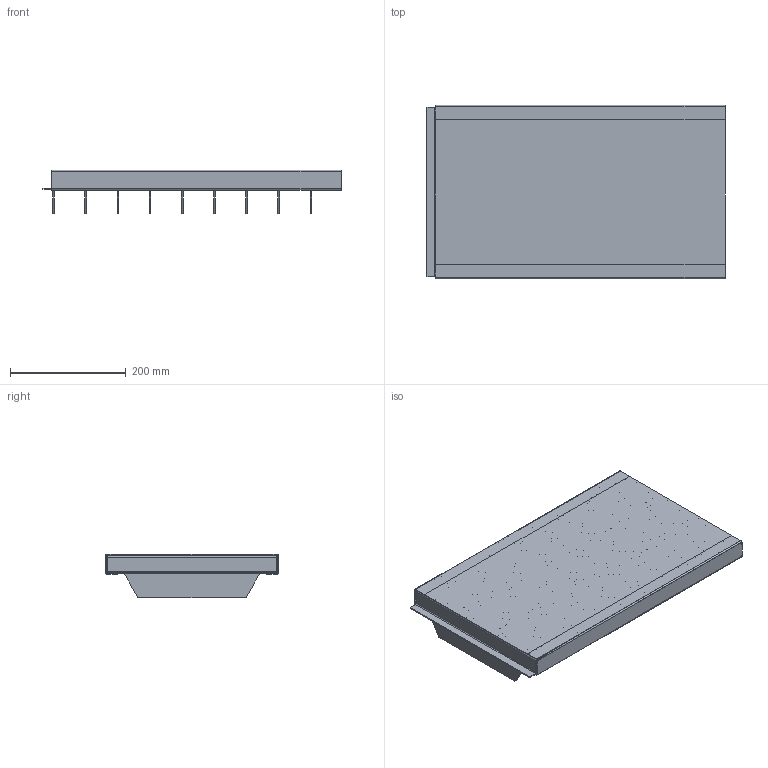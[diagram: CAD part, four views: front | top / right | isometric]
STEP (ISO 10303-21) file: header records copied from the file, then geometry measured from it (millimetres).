
FILE_DESCRIPTION(/* description */ (''),/* implementation_level */ '2;1');
FILE_NAME(/* name */ '4009003016322-Lochblechabdeckung 0,5m - schwer verstärkt.stp',/* time_stamp */ '2015-11-18T15:00:21+01:00',/* author */ ('dpurucker'),/* organization */ (''),/* preprocessor_version */ 'ST-DEVELOPER v15.6',/* originating_system */ 'Autodesk Inventor 2015',/* authorisation */ '');
FILE_SCHEMA (('AUTOMOTIVE_DESIGN { 1 0 10303 214 3 1 1 }'));
Length unit declared in the file: millimetre
Products named in the file (8): Lochblechgehäuse 1,25mm-B299-L500; Pervorierung; Trägerprofil; Lochblechabdeckung 0,5m; Lochblechabdeckung Verstärkung; Lochblechabdeckung 0,5m-verstärkt; 4009003016322-Lochblechabdeckung 0,5m - schwer verstärkt
Bounding box: 514.5 x 299 x 75.25 mm (x, y, z)
Volume: 1286792.7 mm3; surface area: 1336951.6 mm2
Topology: 21 solids, 21 shells, 1220 faces, 3070 edges, 1892 vertices
Faces by surface type: plane 888, cylinder 332
Entity records: 5424 total; most frequent: DIRECTION 940, CARTESIAN_POINT 901, ORIENTED_EDGE 860, EDGE_CURVE 430, LINE 342, VECTOR 342, AXIS2_PLACEMENT_3D 299, VERTEX_POINT 260
